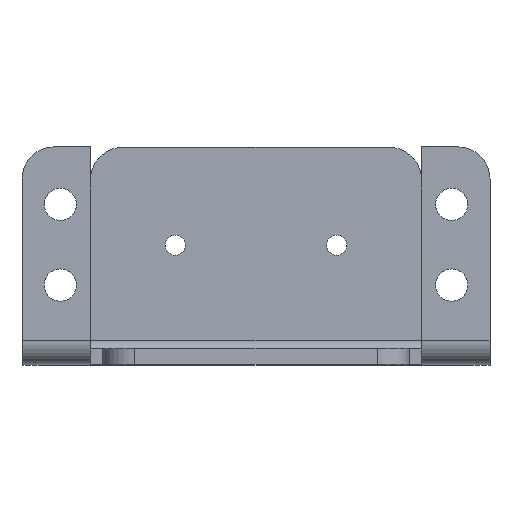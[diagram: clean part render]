
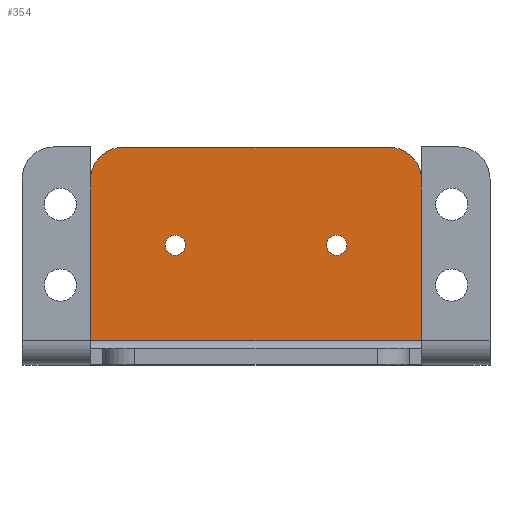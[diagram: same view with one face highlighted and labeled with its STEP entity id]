
A CAD part, top view. The second image highlights one B-rep face of the part: STEP entity #354.
In plain terms, the highlighted planar face has unit normal (0, 0, 1).
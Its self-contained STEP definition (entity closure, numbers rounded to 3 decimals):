
#3 = CARTESIAN_POINT ( 'NONE',  ( -8.75, 14.87, 2. ) ) ;
#6 = VERTEX_POINT ( 'NONE', #2641 ) ;
#35 = VECTOR ( 'NONE', #116, 1000. ) ;
#67 = ORIENTED_EDGE ( 'NONE', *, *, #491, .T. ) ;
#116 = DIRECTION ( 'NONE',  ( -1., 0., 0. ) ) ;
#127 = EDGE_CURVE ( 'NONE', #2268, #833, #3491, .T. ) ;
#153 = ORIENTED_EDGE ( 'NONE', *, *, #2977, .T. ) ;
#189 = CARTESIAN_POINT ( 'NONE',  ( 11.25, 14.87, 2. ) ) ;
#229 = ORIENTED_EDGE ( 'NONE', *, *, #370, .T. ) ;
#275 = FACE_BOUND ( 'NONE', #2049, .T. ) ;
#354 = ADVANCED_FACE ( 'NONE', ( #733, #1458, #275 ), #919, .F. ) ;
#370 = EDGE_CURVE ( 'NONE', #1396, #1180, #2815, .T. ) ;
#414 = CIRCLE ( 'NONE', #2267, 1.25 ) ;
#427 = CIRCLE ( 'NONE', #2544, 4. ) ;
#491 = EDGE_CURVE ( 'NONE', #1610, #6, #3118, .T. ) ;
#537 = EDGE_LOOP ( 'NONE', ( #1956, #2755 ) ) ;
#546 = LINE ( 'NONE', #2674, #3104 ) ;
#579 = DIRECTION ( 'NONE',  ( 0., 0., -1. ) ) ;
#597 = CARTESIAN_POINT ( 'NONE',  ( 16.5, 23., 2. ) ) ;
#700 = CARTESIAN_POINT ( 'NONE',  ( -10., 14.87, 2. ) ) ;
#733 = FACE_BOUND ( 'NONE', #537, .T. ) ;
#736 = DIRECTION ( 'NONE',  ( -1., 0., 0. ) ) ;
#768 = ORIENTED_EDGE ( 'NONE', *, *, #2325, .T. ) ;
#833 = VERTEX_POINT ( 'NONE', #189 ) ;
#834 = CARTESIAN_POINT ( 'NONE',  ( -20.5, 27., 2. ) ) ;
#835 = AXIS2_PLACEMENT_3D ( 'NONE', #3391, #2290, #1490 ) ;
#841 = LINE ( 'NONE', #2679, #2188 ) ;
#878 = DIRECTION ( 'NONE',  ( 0., 1., 0. ) ) ;
#919 = PLANE ( 'NONE',  #1399 ) ;
#944 = ORIENTED_EDGE ( 'NONE', *, *, #2313, .T. ) ;
#989 = EDGE_CURVE ( 'NONE', #2358, #1180, #1034, .T. ) ;
#1034 = CIRCLE ( 'NONE', #1823, 4. ) ;
#1044 = VERTEX_POINT ( 'NONE', #3086 ) ;
#1068 = CARTESIAN_POINT ( 'NONE',  ( 20.5, 23., 2. ) ) ;
#1104 = DIRECTION ( 'NONE',  ( 0., -1., 0. ) ) ;
#1158 = DIRECTION ( 'NONE',  ( 0., 0., -1. ) ) ;
#1167 = DIRECTION ( 'NONE',  ( 0., 0., -1. ) ) ;
#1180 = VERTEX_POINT ( 'NONE', #3108 ) ;
#1284 = CARTESIAN_POINT ( 'NONE',  ( -20.5, 3., 2. ) ) ;
#1396 = VERTEX_POINT ( 'NONE', #2416 ) ;
#1399 = AXIS2_PLACEMENT_3D ( 'NONE', #1725, #579, #2869 ) ;
#1458 = FACE_OUTER_BOUND ( 'NONE', #1848, .T. ) ;
#1482 = CARTESIAN_POINT ( 'NONE',  ( 10., 14.87, 2. ) ) ;
#1490 = DIRECTION ( 'NONE',  ( 1., 0., 0. ) ) ;
#1610 = VERTEX_POINT ( 'NONE', #3 ) ;
#1637 = EDGE_CURVE ( 'NONE', #1044, #2778, #546, .T. ) ;
#1668 = CARTESIAN_POINT ( 'NONE',  ( 8.75, 14.87, 2. ) ) ;
#1725 = CARTESIAN_POINT ( 'NONE',  ( 20.5, 27., 2. ) ) ;
#1753 = DIRECTION ( 'NONE',  ( 1., 0., 0. ) ) ;
#1823 = AXIS2_PLACEMENT_3D ( 'NONE', #2791, #1167, #3072 ) ;
#1848 = EDGE_LOOP ( 'NONE', ( #1872, #944, #229, #3014, #153, #2938 ) ) ;
#1872 = ORIENTED_EDGE ( 'NONE', *, *, #2183, .F. ) ;
#1879 = DIRECTION ( 'NONE',  ( -1., 0., 0. ) ) ;
#1956 = ORIENTED_EDGE ( 'NONE', *, *, #3177, .F. ) ;
#2049 = EDGE_LOOP ( 'NONE', ( #768, #67 ) ) ;
#2143 = LINE ( 'NONE', #834, #3336 ) ;
#2149 = VERTEX_POINT ( 'NONE', #1068 ) ;
#2183 = EDGE_CURVE ( 'NONE', #2149, #1044, #841, .T. ) ;
#2188 = VECTOR ( 'NONE', #2693, 1000. ) ;
#2254 = CARTESIAN_POINT ( 'NONE',  ( -20.5, 23., 2. ) ) ;
#2267 = AXIS2_PLACEMENT_3D ( 'NONE', #1482, #3374, #1753 ) ;
#2268 = VERTEX_POINT ( 'NONE', #1668 ) ;
#2290 = DIRECTION ( 'NONE',  ( 0., 0., 1. ) ) ;
#2313 = EDGE_CURVE ( 'NONE', #2149, #1396, #427, .T. ) ;
#2325 = EDGE_CURVE ( 'NONE', #6, #1610, #2489, .T. ) ;
#2358 = VERTEX_POINT ( 'NONE', #2254 ) ;
#2416 = CARTESIAN_POINT ( 'NONE',  ( 16.5, 27., 2. ) ) ;
#2470 = DIRECTION ( 'NONE',  ( 0., 0., -1. ) ) ;
#2489 = CIRCLE ( 'NONE', #3099, 1.25 ) ;
#2491 = AXIS2_PLACEMENT_3D ( 'NONE', #700, #2470, #736 ) ;
#2498 = DIRECTION ( 'NONE',  ( 0., 0., 1. ) ) ;
#2544 = AXIS2_PLACEMENT_3D ( 'NONE', #597, #2498, #878 ) ;
#2641 = CARTESIAN_POINT ( 'NONE',  ( -11.25, 14.87, 2. ) ) ;
#2674 = CARTESIAN_POINT ( 'NONE',  ( 20.5, 3., 2. ) ) ;
#2679 = CARTESIAN_POINT ( 'NONE',  ( 20.5, 27., 2. ) ) ;
#2693 = DIRECTION ( 'NONE',  ( 0., -1., 0. ) ) ;
#2755 = ORIENTED_EDGE ( 'NONE', *, *, #127, .F. ) ;
#2778 = VERTEX_POINT ( 'NONE', #1284 ) ;
#2782 = CARTESIAN_POINT ( 'NONE',  ( -10., 14.87, 2. ) ) ;
#2791 = CARTESIAN_POINT ( 'NONE',  ( -16.5, 23., 2. ) ) ;
#2815 = LINE ( 'NONE', #3150, #35 ) ;
#2869 = DIRECTION ( 'NONE',  ( 0., 1., 0. ) ) ;
#2938 = ORIENTED_EDGE ( 'NONE', *, *, #1637, .F. ) ;
#2977 = EDGE_CURVE ( 'NONE', #2358, #2778, #2143, .T. ) ;
#3014 = ORIENTED_EDGE ( 'NONE', *, *, #989, .F. ) ;
#3065 = DIRECTION ( 'NONE',  ( -1., 0., 0. ) ) ;
#3072 = DIRECTION ( 'NONE',  ( 0., 1., 0. ) ) ;
#3086 = CARTESIAN_POINT ( 'NONE',  ( 20.5, 3., 2. ) ) ;
#3099 = AXIS2_PLACEMENT_3D ( 'NONE', #2782, #1158, #3065 ) ;
#3104 = VECTOR ( 'NONE', #1879, 1000. ) ;
#3108 = CARTESIAN_POINT ( 'NONE',  ( -16.5, 27., 2. ) ) ;
#3118 = CIRCLE ( 'NONE', #2491, 1.25 ) ;
#3150 = CARTESIAN_POINT ( 'NONE',  ( 20.5, 27., 2. ) ) ;
#3177 = EDGE_CURVE ( 'NONE', #833, #2268, #414, .T. ) ;
#3336 = VECTOR ( 'NONE', #1104, 1000. ) ;
#3374 = DIRECTION ( 'NONE',  ( 0., 0., 1. ) ) ;
#3391 = CARTESIAN_POINT ( 'NONE',  ( 10., 14.87, 2. ) ) ;
#3491 = CIRCLE ( 'NONE', #835, 1.25 ) ;
